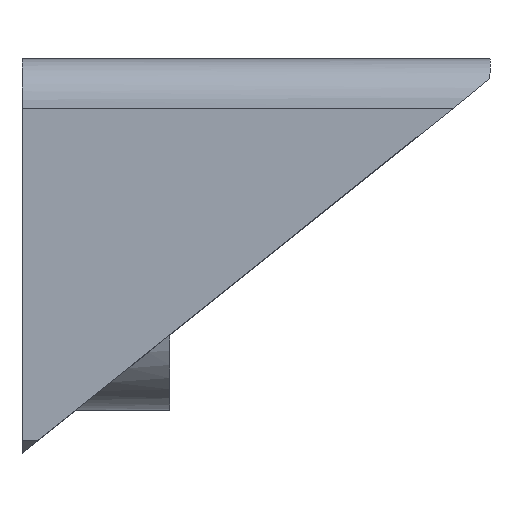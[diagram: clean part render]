
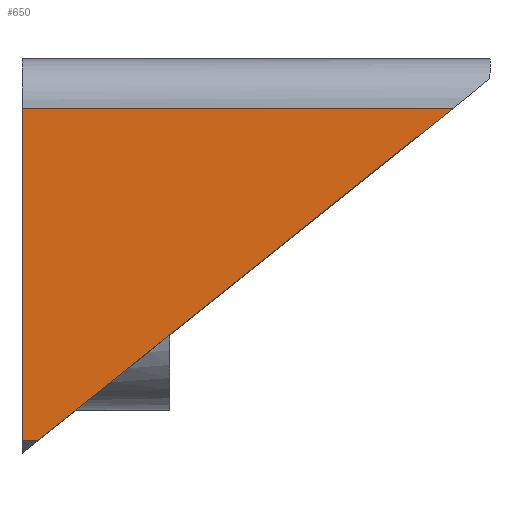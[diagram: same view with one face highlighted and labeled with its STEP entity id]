
A CAD part, left-side view. The second image highlights one B-rep face of the part: STEP entity #650.
In plain terms, the highlighted planar face has unit normal (-1, 0, 0).
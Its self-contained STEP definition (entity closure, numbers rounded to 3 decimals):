
#40=B_SPLINE_CURVE_WITH_KNOTS('',3,(#1252,#1253,#1254,#1255),
 .UNSPECIFIED.,.F.,.F.,(4,4),(-0.063,0.),.UNSPECIFIED.);
#67=PLANE('',#722);
#104=FACE_OUTER_BOUND('',#148,.T.);
#148=EDGE_LOOP('',(#591,#592,#593,#594));
#174=LINE('',#1022,#226);
#176=LINE('',#1042,#228);
#189=LINE('',#1209,#241);
#226=VECTOR('',#788,10.);
#228=VECTOR('',#798,10.);
#241=VECTOR('',#825,10.);
#308=VERTEX_POINT('',#1019);
#309=VERTEX_POINT('',#1021);
#314=VERTEX_POINT('',#1036);
#315=VERTEX_POINT('',#1041);
#373=EDGE_CURVE('',#308,#309,#174,.F.);
#380=EDGE_CURVE('',#315,#314,#176,.F.);
#401=EDGE_CURVE('',#315,#308,#189,.T.);
#408=EDGE_CURVE('',#309,#314,#40,.T.);
#591=ORIENTED_EDGE('',*,*,#401,.F.);
#592=ORIENTED_EDGE('',*,*,#380,.T.);
#593=ORIENTED_EDGE('',*,*,#408,.F.);
#594=ORIENTED_EDGE('',*,*,#373,.F.);
#650=ADVANCED_FACE('',(#104),#67,.F.);
#722=AXIS2_PLACEMENT_3D('',#1557,#888,#889);
#788=DIRECTION('',(0.,-0.781,0.625));
#798=DIRECTION('',(0.,0.,1.));
#825=DIRECTION('',(0.,-1.,0.));
#888=DIRECTION('center_axis',(1.,0.,0.));
#889=DIRECTION('ref_axis',(0.,1.,0.));
#1019=CARTESIAN_POINT('',(74.2,332.1,-60.096));
#1021=CARTESIAN_POINT('',(74.2,348.974,-73.595));
#1022=CARTESIAN_POINT('',(74.2,344.753,-70.218));
#1036=CARTESIAN_POINT('',(74.2,349.6,-73.595));
#1041=CARTESIAN_POINT('',(74.2,349.6,-60.096));
#1042=CARTESIAN_POINT('',(74.2,349.6,-62.096));
#1209=CARTESIAN_POINT('',(74.2,335.35,-60.096));
#1252=CARTESIAN_POINT('Ctrl Pts',(74.2,348.974,-73.595));
#1253=CARTESIAN_POINT('Ctrl Pts',(74.2,349.183,-73.595));
#1254=CARTESIAN_POINT('Ctrl Pts',(74.2,349.391,-73.595));
#1255=CARTESIAN_POINT('Ctrl Pts',(74.2,349.6,-73.595));
#1557=CARTESIAN_POINT('Origin',(74.2,340.1,-66.096));
